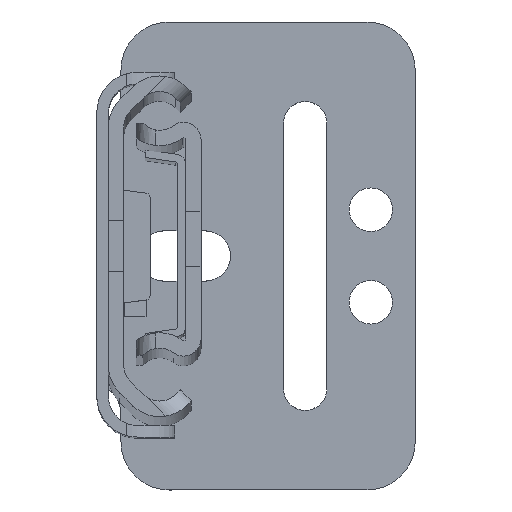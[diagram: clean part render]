
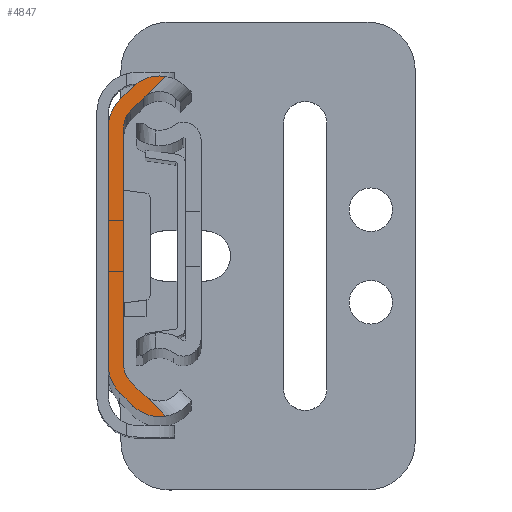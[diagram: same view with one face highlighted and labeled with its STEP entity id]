
A CAD part, top view. The second image highlights one B-rep face of the part: STEP entity #4847.
In plain terms, the highlighted planar face has unit normal (0, 0, 1).
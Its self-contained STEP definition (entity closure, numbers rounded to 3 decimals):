
#124 = VERTEX_POINT ( 'NONE', #136 ) ;
#136 = CARTESIAN_POINT ( 'NONE',  ( 2.303, 14.039, 0. ) ) ;
#140 = CARTESIAN_POINT ( 'NONE',  ( -9.991, 1.65, 0. ) ) ;
#152 = VECTOR ( 'NONE', #3205, 1000. ) ;
#158 = CARTESIAN_POINT ( 'NONE',  ( 5.3, 13.67, 0. ) ) ;
#281 = LINE ( 'NONE', #365, #5322 ) ;
#308 = CARTESIAN_POINT ( 'NONE',  ( 0., 12.342, 0. ) ) ;
#321 = EDGE_CURVE ( 'NONE', #7730, #6322, #1263, .T. ) ;
#365 = CARTESIAN_POINT ( 'NONE',  ( 0., 0., 0. ) ) ;
#604 = CARTESIAN_POINT ( 'NONE',  ( 2.303, 14.039, 0. ) ) ;
#626 = ORIENTED_EDGE ( 'NONE', *, *, #5053, .T. ) ;
#645 = DIRECTION ( 'NONE',  ( 1., 0., 0. ) ) ;
#663 = DIRECTION ( 'NONE',  ( 0., 0., -1. ) ) ;
#732 = AXIS2_PLACEMENT_3D ( 'NONE', #7584, #6917, #8219 ) ;
#763 = CIRCLE ( 'NONE', #3836, 2.4 ) ;
#818 = EDGE_CURVE ( 'NONE', #6322, #3539, #7564, .T. ) ;
#833 = ORIENTED_EDGE ( 'NONE', *, *, #7732, .T. ) ;
#845 = LINE ( 'NONE', #3401, #5750 ) ;
#1003 = AXIS2_PLACEMENT_3D ( 'NONE', #1025, #5541, #8106 ) ;
#1025 = CARTESIAN_POINT ( 'NONE',  ( 4., 12.342, 0. ) ) ;
#1078 = EDGE_CURVE ( 'NONE', #2595, #124, #5819, .T. ) ;
#1132 = ORIENTED_EDGE ( 'NONE', *, *, #6099, .T. ) ;
#1229 = EDGE_CURVE ( 'NONE', #2702, #4114, #763, .T. ) ;
#1263 = CIRCLE ( 'NONE', #732, 4. ) ;
#1264 = LINE ( 'NONE', #2560, #5351 ) ;
#1300 = EDGE_CURVE ( 'NONE', #124, #1753, #6334, .T. ) ;
#1324 = CARTESIAN_POINT ( 'NONE',  ( 2.486, 16.484, 0. ) ) ;
#1347 = DIRECTION ( 'NONE',  ( 0., 0., -1. ) ) ;
#1350 = DIRECTION ( 'NONE',  ( -0.707, 0.707, 0. ) ) ;
#1387 = LINE ( 'NONE', #3433, #1615 ) ;
#1409 = VECTOR ( 'NONE', #3257, 1000. ) ;
#1429 = VERTEX_POINT ( 'NONE', #7977 ) ;
#1465 = CIRCLE ( 'NONE', #3873, 2.38 ) ;
#1526 = CARTESIAN_POINT ( 'NONE',  ( 1.172, 15.17, 0. ) ) ;
#1532 = CARTESIAN_POINT ( 'NONE',  ( 1.172, 15.17, 0. ) ) ;
#1591 = VERTEX_POINT ( 'NONE', #8135 ) ;
#1615 = VECTOR ( 'NONE', #1350, 1000. ) ;
#1753 = VERTEX_POINT ( 'NONE', #2185 ) ;
#1893 = AXIS2_PLACEMENT_3D ( 'NONE', #6896, #7565, #2497 ) ;
#1978 = ORIENTED_EDGE ( 'NONE', *, *, #4074, .T. ) ;
#2149 = DIRECTION ( 'NONE',  ( -0.707, 0.707, 0. ) ) ;
#2183 = ORIENTED_EDGE ( 'NONE', *, *, #6307, .T. ) ;
#2185 = CARTESIAN_POINT ( 'NONE',  ( 3.617, 15.353, 0. ) ) ;
#2291 = ORIENTED_EDGE ( 'NONE', *, *, #6488, .T. ) ;
#2497 = DIRECTION ( 'NONE',  ( 1., 0., 0. ) ) ;
#2560 = CARTESIAN_POINT ( 'NONE',  ( 1.6, 0., 0. ) ) ;
#2595 = VERTEX_POINT ( 'NONE', #6018 ) ;
#2634 = DIRECTION ( 'NONE',  ( 1., 0., 0. ) ) ;
#2691 = CARTESIAN_POINT ( 'NONE',  ( 4.061, 15.702, 0. ) ) ;
#2701 = FACE_OUTER_BOUND ( 'NONE', #4138, .T. ) ;
#2702 = VERTEX_POINT ( 'NONE', #5725 ) ;
#2793 = CIRCLE ( 'NONE', #6672, 3.98 ) ;
#2795 = ORIENTED_EDGE ( 'NONE', *, *, #4979, .T. ) ;
#2859 = ORIENTED_EDGE ( 'NONE', *, *, #1078, .T. ) ;
#3113 = ORIENTED_EDGE ( 'NONE', *, *, #5643, .T. ) ;
#3152 = ORIENTED_EDGE ( 'NONE', *, *, #321, .T. ) ;
#3168 = PLANE ( 'NONE',  #5736 ) ;
#3204 = DIRECTION ( 'NONE',  ( 0., 0., -1. ) ) ;
#3205 = DIRECTION ( 'NONE',  ( 0.707, 0.707, 0. ) ) ;
#3257 = DIRECTION ( 'NONE',  ( 0.707, -0.707, 0. ) ) ;
#3259 = VERTEX_POINT ( 'NONE', #1324 ) ;
#3330 = CARTESIAN_POINT ( 'NONE',  ( 4., -12.342, 0. ) ) ;
#3401 = CARTESIAN_POINT ( 'NONE',  ( 2.303, -14.039, 0. ) ) ;
#3433 = CARTESIAN_POINT ( 'NONE',  ( 2.35, -13.991, 0. ) ) ;
#3435 = VERTEX_POINT ( 'NONE', #308 ) ;
#3530 = ORIENTED_EDGE ( 'NONE', *, *, #1300, .T. ) ;
#3539 = VERTEX_POINT ( 'NONE', #3657 ) ;
#3569 = CARTESIAN_POINT ( 'NONE',  ( 4.061, -15.702, 0. ) ) ;
#3657 = CARTESIAN_POINT ( 'NONE',  ( 2.486, -16.484, 0. ) ) ;
#3693 = DIRECTION ( 'NONE',  ( 0., 1., 0. ) ) ;
#3836 = AXIS2_PLACEMENT_3D ( 'NONE', #7685, #3204, #645 ) ;
#3873 = AXIS2_PLACEMENT_3D ( 'NONE', #158, #663, #7826 ) ;
#3993 = LINE ( 'NONE', #140, #152 ) ;
#4029 = CIRCLE ( 'NONE', #1893, 4. ) ;
#4060 = ORIENTED_EDGE ( 'NONE', *, *, #7183, .T. ) ;
#4074 = EDGE_CURVE ( 'NONE', #6203, #1429, #6763, .T. ) ;
#4096 = AXIS2_PLACEMENT_3D ( 'NONE', #7073, #1347, #2634 ) ;
#4114 = VERTEX_POINT ( 'NONE', #4858 ) ;
#4128 = DIRECTION ( 'NONE',  ( -0.707, -0.707, 0. ) ) ;
#4138 = EDGE_LOOP ( 'NONE', ( #626, #2291, #1978, #1132, #7976, #2183, #2859, #3530, #5575, #833, #3113, #2795, #4060, #8048, #3152, #5338 ) ) ;
#4276 = LINE ( 'NONE', #1532, #7337 ) ;
#4461 = CARTESIAN_POINT ( 'NONE',  ( 5.955, -17.596, 0. ) ) ;
#4529 = EDGE_CURVE ( 'NONE', #3435, #7730, #281, .T. ) ;
#4847 = ADVANCED_FACE ( 'NONE', ( #2701 ), #3168, .T. ) ;
#4858 = CARTESIAN_POINT ( 'NONE',  ( 1.6, -12.342, 0. ) ) ;
#4979 = EDGE_CURVE ( 'NONE', #3259, #7880, #4276, .T. ) ;
#5053 = EDGE_CURVE ( 'NONE', #3539, #7768, #2793, .T. ) ;
#5115 = CARTESIAN_POINT ( 'NONE',  ( 1.172, -15.17, 0. ) ) ;
#5322 = VECTOR ( 'NONE', #7865, 1000. ) ;
#5336 = CARTESIAN_POINT ( 'NONE',  ( 5.3, -13.67, 0. ) ) ;
#5338 = ORIENTED_EDGE ( 'NONE', *, *, #818, .T. ) ;
#5351 = VECTOR ( 'NONE', #3693, 1000. ) ;
#5541 = DIRECTION ( 'NONE',  ( 0., 0., -1. ) ) ;
#5575 = ORIENTED_EDGE ( 'NONE', *, *, #5803, .T. ) ;
#5643 = EDGE_CURVE ( 'NONE', #1591, #3259, #8284, .T. ) ;
#5711 = VECTOR ( 'NONE', #7007, 1000. ) ;
#5725 = CARTESIAN_POINT ( 'NONE',  ( 2.303, -14.039, 0. ) ) ;
#5736 = AXIS2_PLACEMENT_3D ( 'NONE', #3330, #8277, #6384 ) ;
#5750 = VECTOR ( 'NONE', #2149, 1000. ) ;
#5803 = EDGE_CURVE ( 'NONE', #1753, #6096, #1465, .T. ) ;
#5819 = CIRCLE ( 'NONE', #1003, 2.4 ) ;
#6018 = CARTESIAN_POINT ( 'NONE',  ( 1.6, 12.342, 0. ) ) ;
#6096 = VERTEX_POINT ( 'NONE', #2691 ) ;
#6099 = EDGE_CURVE ( 'NONE', #1429, #2702, #845, .T. ) ;
#6203 = VERTEX_POINT ( 'NONE', #3569 ) ;
#6307 = EDGE_CURVE ( 'NONE', #4114, #2595, #1264, .T. ) ;
#6322 = VERTEX_POINT ( 'NONE', #5115 ) ;
#6334 = LINE ( 'NONE', #604, #5711 ) ;
#6384 = DIRECTION ( 'NONE',  ( 1., 0., 0. ) ) ;
#6385 = CARTESIAN_POINT ( 'NONE',  ( 1.172, -15.17, 0. ) ) ;
#6488 = EDGE_CURVE ( 'NONE', #7768, #6203, #1387, .T. ) ;
#6528 = AXIS2_PLACEMENT_3D ( 'NONE', #7614, #6987, #6858 ) ;
#6633 = DIRECTION ( 'NONE',  ( 0., 0., 1. ) ) ;
#6672 = AXIS2_PLACEMENT_3D ( 'NONE', #5336, #6633, #7944 ) ;
#6763 = CIRCLE ( 'NONE', #4096, 2.38 ) ;
#6858 = DIRECTION ( 'NONE',  ( 1., 0., 0. ) ) ;
#6896 = CARTESIAN_POINT ( 'NONE',  ( 4., 12.342, 0. ) ) ;
#6917 = DIRECTION ( 'NONE',  ( 0., 0., 1. ) ) ;
#6987 = DIRECTION ( 'NONE',  ( 0., 0., 1. ) ) ;
#7007 = DIRECTION ( 'NONE',  ( 0.707, 0.707, 0. ) ) ;
#7073 = CARTESIAN_POINT ( 'NONE',  ( 5.3, -13.67, 0. ) ) ;
#7183 = EDGE_CURVE ( 'NONE', #7880, #3435, #4029, .T. ) ;
#7337 = VECTOR ( 'NONE', #4128, 1000. ) ;
#7564 = LINE ( 'NONE', #6385, #1409 ) ;
#7565 = DIRECTION ( 'NONE',  ( 0., 0., 1. ) ) ;
#7584 = CARTESIAN_POINT ( 'NONE',  ( 4., -12.342, 0. ) ) ;
#7614 = CARTESIAN_POINT ( 'NONE',  ( 5.3, 13.67, 0. ) ) ;
#7685 = CARTESIAN_POINT ( 'NONE',  ( 4., -12.342, 0. ) ) ;
#7686 = CARTESIAN_POINT ( 'NONE',  ( 0., -12.342, 0. ) ) ;
#7730 = VERTEX_POINT ( 'NONE', #7686 ) ;
#7732 = EDGE_CURVE ( 'NONE', #6096, #1591, #3993, .T. ) ;
#7768 = VERTEX_POINT ( 'NONE', #4461 ) ;
#7826 = DIRECTION ( 'NONE',  ( 1., 0., 0. ) ) ;
#7865 = DIRECTION ( 'NONE',  ( 0., -1., 0. ) ) ;
#7880 = VERTEX_POINT ( 'NONE', #1526 ) ;
#7944 = DIRECTION ( 'NONE',  ( 1., 0., 0. ) ) ;
#7976 = ORIENTED_EDGE ( 'NONE', *, *, #1229, .T. ) ;
#7977 = CARTESIAN_POINT ( 'NONE',  ( 3.617, -15.353, 0. ) ) ;
#8048 = ORIENTED_EDGE ( 'NONE', *, *, #4529, .T. ) ;
#8106 = DIRECTION ( 'NONE',  ( 1., 0., 0. ) ) ;
#8135 = CARTESIAN_POINT ( 'NONE',  ( 5.955, 17.596, 0. ) ) ;
#8219 = DIRECTION ( 'NONE',  ( 1., 0., 0. ) ) ;
#8277 = DIRECTION ( 'NONE',  ( 0., 0., 1. ) ) ;
#8284 = CIRCLE ( 'NONE', #6528, 3.98 ) ;
